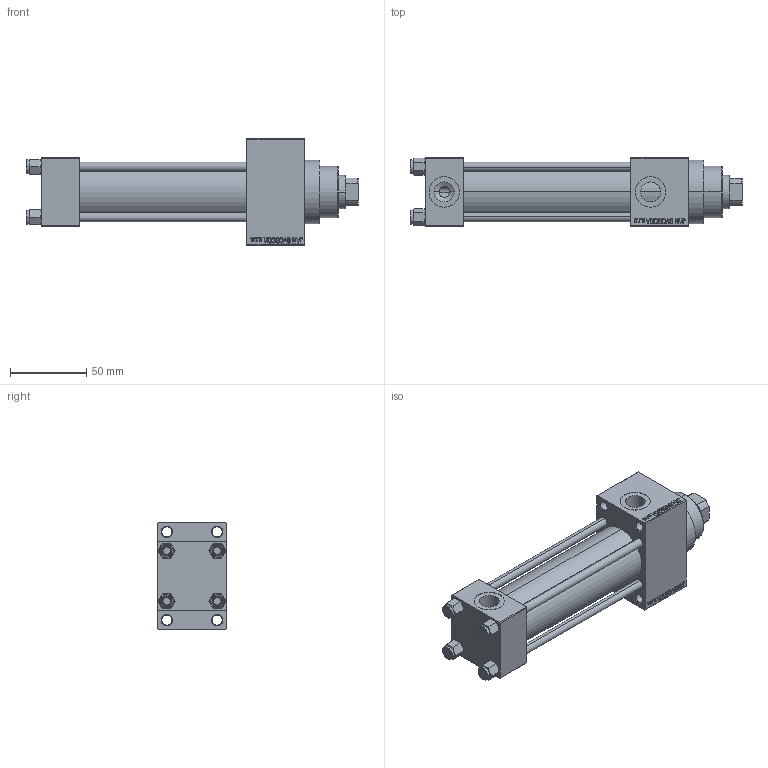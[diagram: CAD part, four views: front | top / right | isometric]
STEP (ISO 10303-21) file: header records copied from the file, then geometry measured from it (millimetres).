
FILE_DESCRIPTION (( 'STEP AP203' ), '1' );
FILE_NAME ('c62b.STEP', '2022-04-14T16:04:41', ( '' ), ( '' ), 'SwSTEP 2.0', 'SolidWorks 2019', '' );
FILE_SCHEMA (( 'CONFIG_CONTROL_DESIGN' ));
Length unit declared in the file: millimetre
Products named in the file (6): V215CR_D_TYCINKA e09a6da7cc2e20e08aa52d4481ef4071; V215_VC_A e09a6da7cc2e20e08aa52d4481ef4071; NUT_M5_D e09a6da7cc2e20e08aa52d4481ef4071; c62b; V215CR_VCP_D e09a6da7cc2e20e08aa52d4481ef4071; V215CR_D_Body e09a6da7cc2e20e08aa52d4481ef4071
Assembly tree (11 placements, depth 2):
  c62b
    V215CR_D_Body e09a6da7cc2e20e08aa52d4481ef4071
    V215CR_VCP_D e09a6da7cc2e20e08aa52d4481ef4071
    NUT_M5_D e09a6da7cc2e20e08aa52d4481ef4071  x4
    V215CR_D_TYCINKA e09a6da7cc2e20e08aa52d4481ef4071  x4
    V215_VC_A e09a6da7cc2e20e08aa52d4481ef4071
Bounding box: 218 x 45 x 70 mm (x, y, z)
Volume: 292262 mm3; surface area: 101749.3 mm2
Topology: 11 solids, 11 shells, 1104 faces, 2750 edges, 1779 vertices
Faces by surface type: plane 496, bspline 368, cone 144, cylinder 88, torus 8
Entity records: 47206 total; most frequent: CARTESIAN_POINT 25064, ORIENTED_EDGE 4992, DIRECTION 3194, EDGE_CURVE 2496, VERTEX_POINT 1635, LINE 1504, VECTOR 1504, EDGE_LOOP 1115
